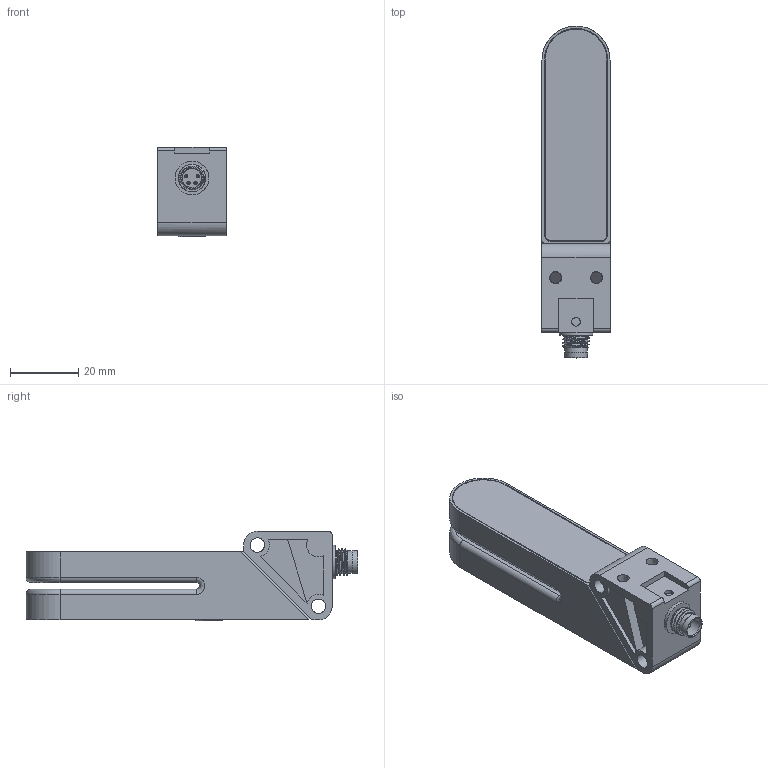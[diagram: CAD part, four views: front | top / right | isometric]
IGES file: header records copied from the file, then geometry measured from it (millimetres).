
Global section: file name: DSD-0428.igs; preprocessor: I-DEAS 3D IGES Translator 13; date: 20110706.164602; units: millimetre
Bounding box: 20 x 97.57 x 26.23 mm (x, y, z)
Volume: 33434 mm3; surface area: 15447.1 mm2
Topology: 3 solids, 6 shells, 169 faces, 365 edges, 237 vertices
Faces by surface type: bspline 169
